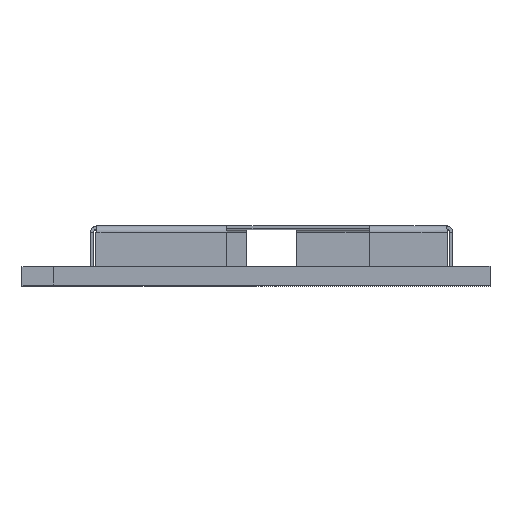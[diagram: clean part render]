
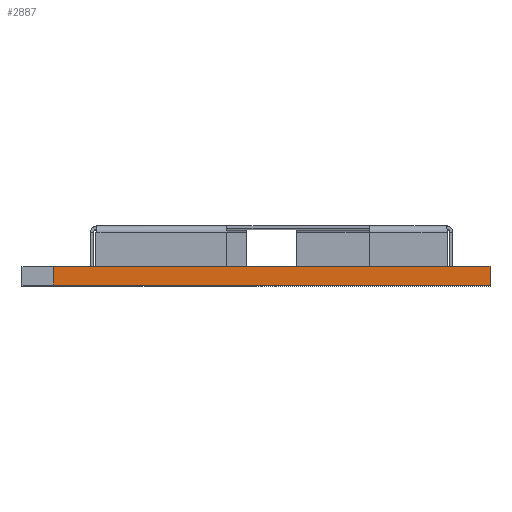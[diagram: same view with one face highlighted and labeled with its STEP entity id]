
A CAD part, top view. The second image highlights one B-rep face of the part: STEP entity #2887.
In plain terms, the highlighted planar face has unit normal (0, 0, 1).
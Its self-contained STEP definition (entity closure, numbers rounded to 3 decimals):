
#180 = VERTEX_POINT ( 'NONE', #7726 ) ;
#395 = EDGE_LOOP ( 'NONE', ( #17119, #11625, #9588, #3688 ) ) ;
#1027 = LINE ( 'NONE', #14482, #10003 ) ;
#1305 = CARTESIAN_POINT ( 'NONE',  ( 7.5, 0.6, 10.4 ) ) ;
#2353 = EDGE_CURVE ( 'NONE', #180, #5881, #16042, .T. ) ;
#2713 = AXIS2_PLACEMENT_3D ( 'NONE', #6590, #15852, #9199 ) ;
#2887 = ADVANCED_FACE ( 'NONE', ( #6848 ), #9088, .F. ) ;
#3688 = ORIENTED_EDGE ( 'NONE', *, *, #5392, .T. ) ;
#5257 = VERTEX_POINT ( 'NONE', #1305 ) ;
#5392 = EDGE_CURVE ( 'NONE', #13701, #180, #7982, .T. ) ;
#5881 = VERTEX_POINT ( 'NONE', #6141 ) ;
#6141 = CARTESIAN_POINT ( 'NONE',  ( 7.5, 0., 10.4 ) ) ;
#6357 = EDGE_CURVE ( 'NONE', #5257, #5881, #14982, .T. ) ;
#6590 = CARTESIAN_POINT ( 'NONE',  ( -6.5, 0.6, 10.4 ) ) ;
#6848 = FACE_OUTER_BOUND ( 'NONE', #395, .T. ) ;
#7726 = CARTESIAN_POINT ( 'NONE',  ( -6.5, 0., 10.4 ) ) ;
#7960 = CARTESIAN_POINT ( 'NONE',  ( -6.5, 0.6, 10.4 ) ) ;
#7982 = LINE ( 'NONE', #14900, #10471 ) ;
#8946 = VECTOR ( 'NONE', #14824, 1000. ) ;
#9088 = PLANE ( 'NONE',  #2713 ) ;
#9199 = DIRECTION ( 'NONE',  ( -1., 0., 0. ) ) ;
#9588 = ORIENTED_EDGE ( 'NONE', *, *, #16406, .F. ) ;
#10003 = VECTOR ( 'NONE', #15832, 1000. ) ;
#10471 = VECTOR ( 'NONE', #13593, 1000. ) ;
#11625 = ORIENTED_EDGE ( 'NONE', *, *, #6357, .F. ) ;
#12415 = CARTESIAN_POINT ( 'NONE',  ( 7.5, 0.6, 10.4 ) ) ;
#13593 = DIRECTION ( 'NONE',  ( 0., -1., 0. ) ) ;
#13701 = VERTEX_POINT ( 'NONE', #7960 ) ;
#14482 = CARTESIAN_POINT ( 'NONE',  ( -6.5, 0.6, 10.4 ) ) ;
#14824 = DIRECTION ( 'NONE',  ( 1., 0., 0. ) ) ;
#14900 = CARTESIAN_POINT ( 'NONE',  ( -6.5, 0.6, 10.4 ) ) ;
#14982 = LINE ( 'NONE', #12415, #15392 ) ;
#15392 = VECTOR ( 'NONE', #16497, 1000. ) ;
#15832 = DIRECTION ( 'NONE',  ( 1., 0., 0. ) ) ;
#15852 = DIRECTION ( 'NONE',  ( 0., 0., -1. ) ) ;
#16042 = LINE ( 'NONE', #16330, #8946 ) ;
#16330 = CARTESIAN_POINT ( 'NONE',  ( -6.5, 0., 10.4 ) ) ;
#16406 = EDGE_CURVE ( 'NONE', #13701, #5257, #1027, .T. ) ;
#16497 = DIRECTION ( 'NONE',  ( 0., -1., 0. ) ) ;
#17119 = ORIENTED_EDGE ( 'NONE', *, *, #2353, .T. ) ;
